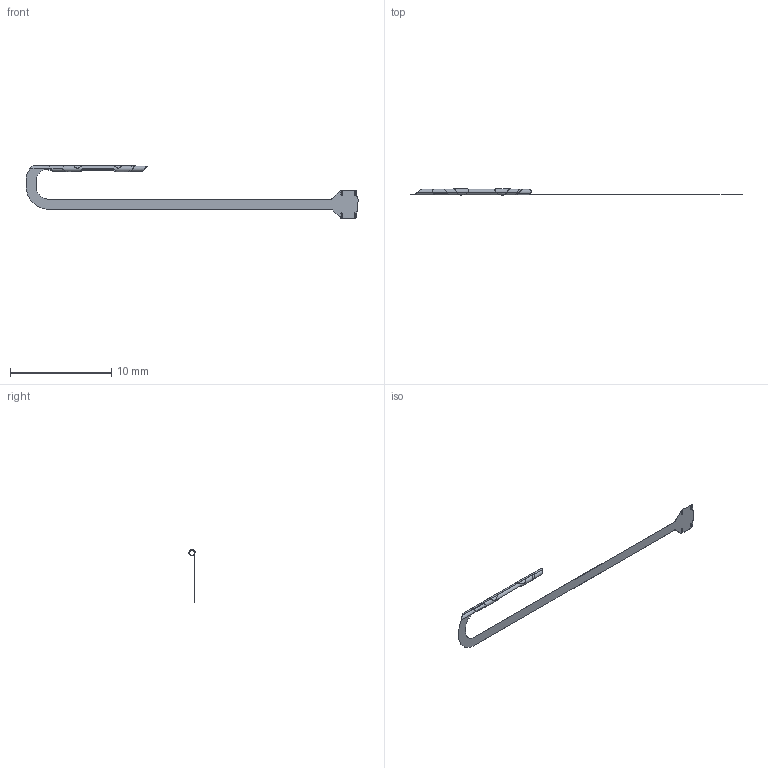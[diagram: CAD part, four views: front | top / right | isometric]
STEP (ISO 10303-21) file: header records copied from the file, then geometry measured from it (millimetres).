
FILE_DESCRIPTION (( 'STEP AP214' ), '1' );
FILE_NAME ('B3- Small.STEP', '2023-07-24T23:27:52', ( '' ), ( '' ), 'SwSTEP 2.0', 'SolidWorks 2019', '' );
FILE_SCHEMA (( 'AUTOMOTIVE_DESIGN' ));
Length unit declared in the file: millimetre
Products named in the file (1): B3- Small
Bounding box: 32.79 x 0.6 x 5.21 mm (x, y, z)
Volume: 0.6 mm3; surface area: 116.2 mm2
Topology: 1 solids, 1 shells, 118 faces, 295 edges, 179 vertices
Faces by surface type: cylinder 54, bspline 47, plane 17
Entity records: 5960 total; most frequent: CARTESIAN_POINT 3397, ORIENTED_EDGE 590, DIRECTION 397, EDGE_CURVE 295, VERTEX_POINT 179, EDGE_LOOP 134, VECTOR 133, LINE 133
